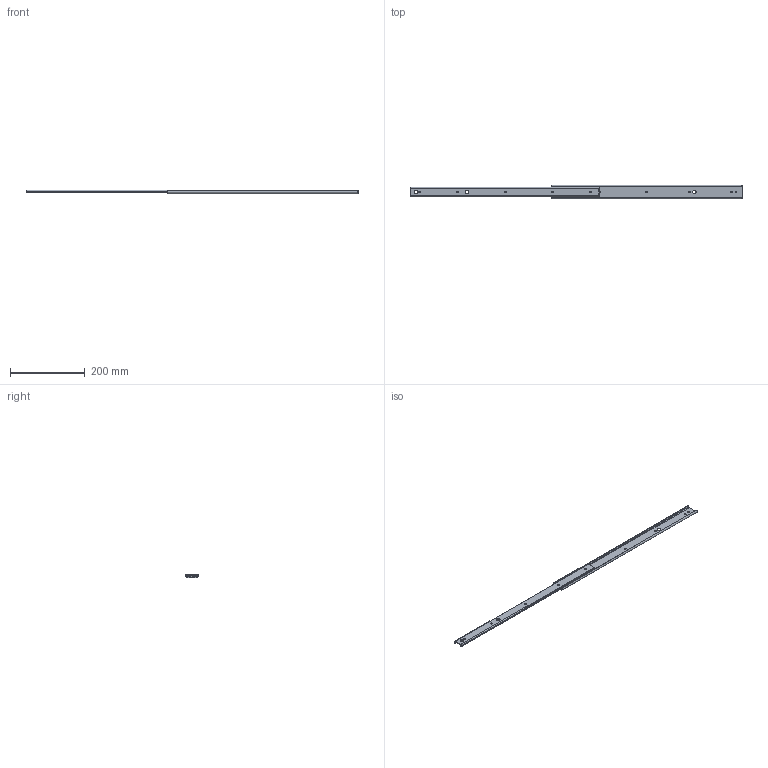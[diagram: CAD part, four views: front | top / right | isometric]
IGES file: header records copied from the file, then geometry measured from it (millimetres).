
Start section: SolidWorks IGES file using analytic representation for surfaces
Global section: file name: TM_357_20.IGS; native system: SolidWorks 2015; preprocessor: SolidWorks 2015; author: Yoshitsune; date: 180612.152844; units: millimetre
Bounding box: 887 x 35.3 x 9.6 mm (x, y, z)
Surface area: 84159.2 mm2 (no closed solid volume)
Topology: 0 solids, 0 shells, 121 faces, 1880 edges, 1880 vertices
Faces by surface type: bspline 62, revolution 59
